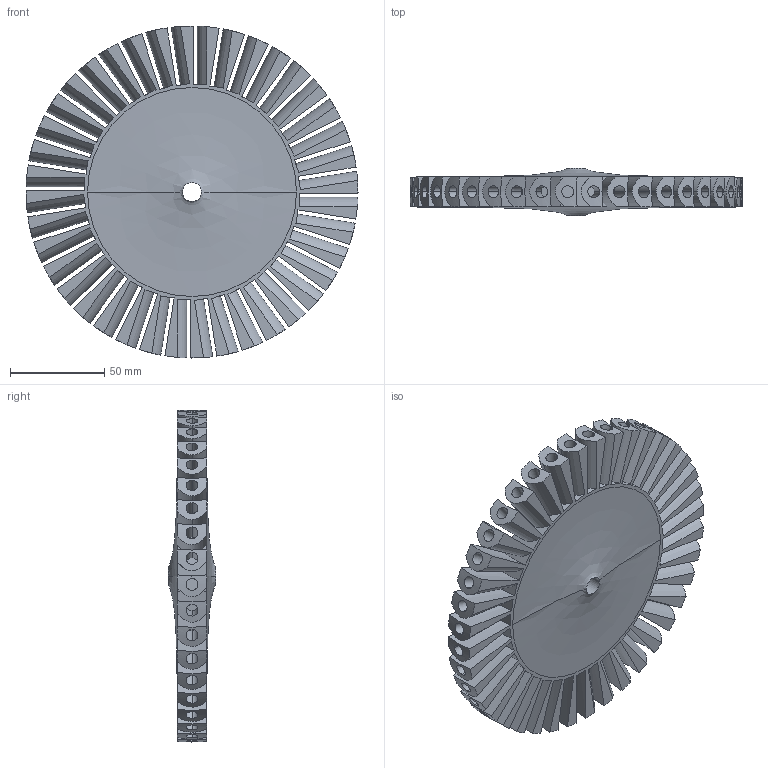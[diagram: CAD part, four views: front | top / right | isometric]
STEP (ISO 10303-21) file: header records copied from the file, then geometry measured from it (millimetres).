
FILE_DESCRIPTION (( 'STEP AP214' ), '1' );
FILE_NAME ('[TP] [Turb] Rotor47.STEP', '2024-05-08T09:54:26', ( '' ), ( '' ), 'SwSTEP 2.0', 'SolidWorks 2023', '' );
FILE_SCHEMA (( 'AUTOMOTIVE_DESIGN' ));
Length unit declared in the file: inch
Products named in the file (1): [TP] [Turb] Rotor47
Bounding box: 176.53 x 25.4 x 176.53 mm (x, y, z)
Volume: 290986.8 mm3; surface area: 98540.2 mm2
Topology: 1 solids, 1 shells, 330 faces, 938 edges, 650 vertices
Faces by surface type: cylinder 164, bspline 84, plane 82
Entity records: 14519 total; most frequent: CARTESIAN_POINT 6631, ORIENTED_EDGE 1876, DIRECTION 1358, EDGE_CURVE 938, VERTEX_POINT 650, AXIS2_PLACEMENT_3D 497, EDGE_LOOP 372, VECTOR 364
